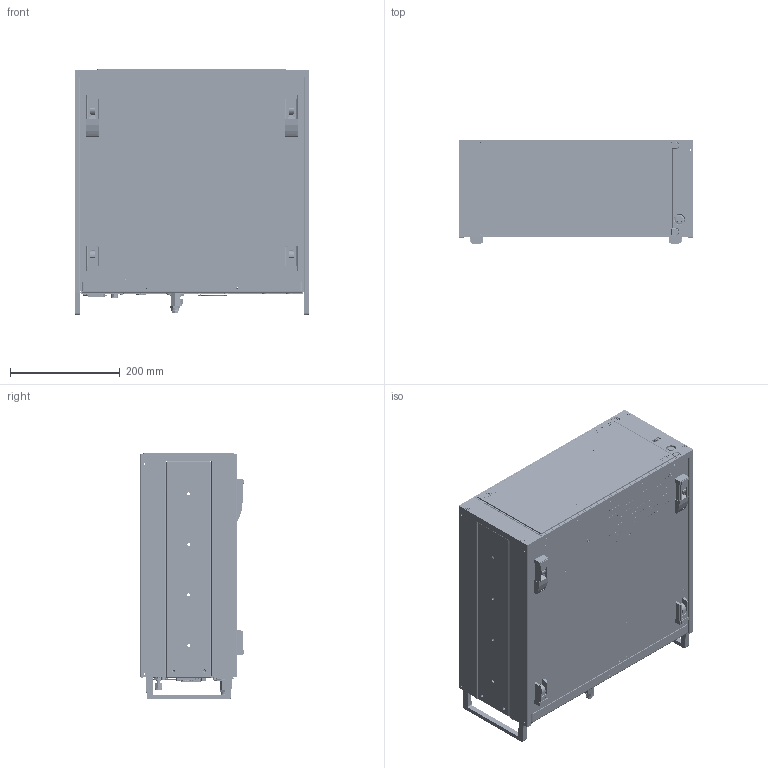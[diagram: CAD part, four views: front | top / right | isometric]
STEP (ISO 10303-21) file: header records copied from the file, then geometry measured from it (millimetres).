
FILE_DESCRIPTION (( 'STEP AP214' ), '1' );
FILE_NAME ('step output test 1.STEP', '2016-09-28T15:43:20', ( 'ZamoraH' ), ( 'Microsoft' ), 'SwSTEP 2.0', 'SolidWorks 2016', '' );
FILE_SCHEMA (( 'AUTOMOTIVE_DESIGN' ));
Length unit declared in the file: inch
Products named in the file (1): step output test 1
Bounding box: 428.12 x 188.9 x 449.63 mm (x, y, z)
Surface area: 1273718.7 mm2 (no closed solid volume)
Topology: 0 solids, 274 shells, 2020 faces, 11504 edges, 9667 vertices
Faces by surface type: cylinder 827, plane 800, bspline 203, cone 127, torus 60, sphere 3
Entity records: 155401 total; most frequent: CARTESIAN_POINT 38957, DIRECTION 17968, ORIENTED_EDGE 15504, EDGE_CURVE 11504, VERTEX_POINT 9667, VECTOR 6408, LINE 6408, AXIS2_PLACEMENT_3D 5780
